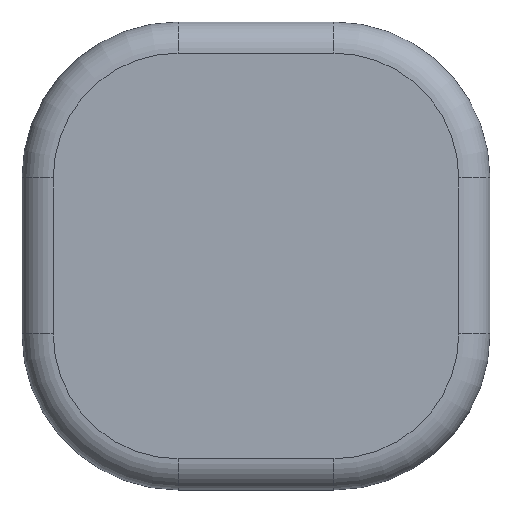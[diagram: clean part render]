
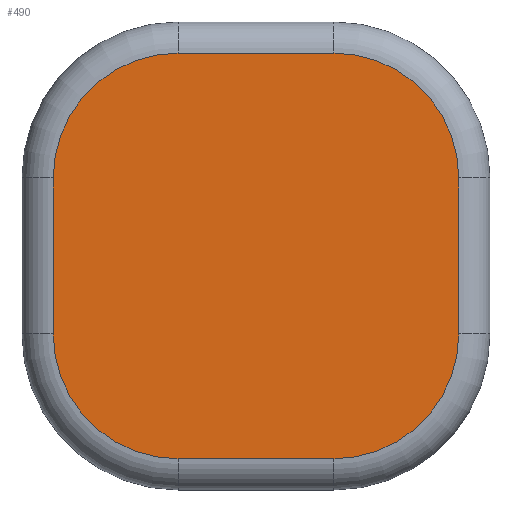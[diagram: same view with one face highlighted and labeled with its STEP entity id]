
A CAD part, top view. The second image highlights one B-rep face of the part: STEP entity #490.
In plain terms, the highlighted planar face has unit normal (0, 0, 1).
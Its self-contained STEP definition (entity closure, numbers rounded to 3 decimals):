
#43 = DIRECTION ( 'NONE',  ( 1., 0., 0. ) ) ;
#44 = DIRECTION ( 'NONE',  ( 0., 0., 1. ) ) ;
#47 = PLANE ( 'NONE',  #817 ) ;
#49 = CARTESIAN_POINT ( 'NONE',  ( -15., 15., 2.5 ) ) ;
#129 = AXIS2_PLACEMENT_3D ( 'NONE', #1930, #1929, #1927 ) ;
#138 = AXIS2_PLACEMENT_3D ( 'NONE', #366, #365, #364 ) ;
#188 = AXIS2_PLACEMENT_3D ( 'NONE', #646, #642, #640 ) ;
#202 = AXIS2_PLACEMENT_3D ( 'NONE', #658, #654, #653 ) ;
#274 = DIRECTION ( 'NONE',  ( -1., 0., 0. ) ) ;
#275 = CARTESIAN_POINT ( 'NONE',  ( -5., 13., 2.5 ) ) ;
#313 = DIRECTION ( 'NONE',  ( 1., 0., 0. ) ) ;
#317 = CARTESIAN_POINT ( 'NONE',  ( 5., -13., 2.5 ) ) ;
#364 = DIRECTION ( 'NONE',  ( 1., 0., 0. ) ) ;
#365 = DIRECTION ( 'NONE',  ( 0., 0., 1. ) ) ;
#366 = CARTESIAN_POINT ( 'NONE',  ( 5., 5., 2.5 ) ) ;
#444 = EDGE_LOOP ( 'NONE', ( #1445, #1446, #1153, #1273, #1169, #1190, #1181, #1396 ) ) ;
#490 = ADVANCED_FACE ( 'NONE', ( #1501 ), #47, .T. ) ;
#640 = DIRECTION ( 'NONE',  ( 1., 0., 0. ) ) ;
#642 = DIRECTION ( 'NONE',  ( 0., 0., 1. ) ) ;
#646 = CARTESIAN_POINT ( 'NONE',  ( 5., -5., 2.5 ) ) ;
#653 = DIRECTION ( 'NONE',  ( 1., 0., 0. ) ) ;
#654 = DIRECTION ( 'NONE',  ( 0., 0., 1. ) ) ;
#658 = CARTESIAN_POINT ( 'NONE',  ( -5., 5., 2.5 ) ) ;
#722 = DIRECTION ( 'NONE',  ( 0., 1., 0. ) ) ;
#731 = CARTESIAN_POINT ( 'NONE',  ( 13., 5., 2.5 ) ) ;
#755 = CARTESIAN_POINT ( 'NONE',  ( -13., -5., 2.5 ) ) ;
#765 = DIRECTION ( 'NONE',  ( 0., -1., 0. ) ) ;
#780 = EDGE_CURVE ( 'NONE', #1125, #1126, #1577, .T. ) ;
#807 = EDGE_CURVE ( 'NONE', #1129, #1130, #1620, .T. ) ;
#817 = AXIS2_PLACEMENT_3D ( 'NONE', #49, #44, #43 ) ;
#829 = EDGE_CURVE ( 'NONE', #1117, #1125, #1636, .T. ) ;
#830 = EDGE_CURVE ( 'NONE', #1128, #1129, #1638, .T. ) ;
#848 = EDGE_CURVE ( 'NONE', #1127, #1128, #1655, .T. ) ;
#864 = EDGE_CURVE ( 'NONE', #1130, #1112, #1669, .T. ) ;
#890 = EDGE_CURVE ( 'NONE', #1112, #1117, #1711, .T. ) ;
#996 = EDGE_CURVE ( 'NONE', #1126, #1127, #1845, .T. ) ;
#1112 = VERTEX_POINT ( 'NONE', #1925 ) ;
#1117 = VERTEX_POINT ( 'NONE', #1920 ) ;
#1125 = VERTEX_POINT ( 'NONE', #1911 ) ;
#1126 = VERTEX_POINT ( 'NONE', #1910 ) ;
#1127 = VERTEX_POINT ( 'NONE', #1909 ) ;
#1128 = VERTEX_POINT ( 'NONE', #1908 ) ;
#1129 = VERTEX_POINT ( 'NONE', #1907 ) ;
#1130 = VERTEX_POINT ( 'NONE', #1906 ) ;
#1153 = ORIENTED_EDGE ( 'NONE', *, *, #780, .T. ) ;
#1169 = ORIENTED_EDGE ( 'NONE', *, *, #848, .T. ) ;
#1181 = ORIENTED_EDGE ( 'NONE', *, *, #807, .T. ) ;
#1190 = ORIENTED_EDGE ( 'NONE', *, *, #830, .T. ) ;
#1273 = ORIENTED_EDGE ( 'NONE', *, *, #996, .T. ) ;
#1396 = ORIENTED_EDGE ( 'NONE', *, *, #864, .T. ) ;
#1445 = ORIENTED_EDGE ( 'NONE', *, *, #890, .T. ) ;
#1446 = ORIENTED_EDGE ( 'NONE', *, *, #829, .T. ) ;
#1501 = FACE_OUTER_BOUND ( 'NONE', #444, .T. ) ;
#1577 = LINE ( 'NONE', #755, #1590 ) ;
#1590 = VECTOR ( 'NONE', #765, 1000. ) ;
#1620 = LINE ( 'NONE', #731, #1624 ) ;
#1624 = VECTOR ( 'NONE', #722, 1000. ) ;
#1636 = CIRCLE ( 'NONE', #202, 8. ) ;
#1638 = CIRCLE ( 'NONE', #188, 8. ) ;
#1655 = LINE ( 'NONE', #317, #1663 ) ;
#1663 = VECTOR ( 'NONE', #313, 1000. ) ;
#1669 = CIRCLE ( 'NONE', #138, 8. ) ;
#1711 = LINE ( 'NONE', #275, #1714 ) ;
#1714 = VECTOR ( 'NONE', #274, 1000. ) ;
#1845 = CIRCLE ( 'NONE', #129, 8. ) ;
#1906 = CARTESIAN_POINT ( 'NONE',  ( 13., 5., 2.5 ) ) ;
#1907 = CARTESIAN_POINT ( 'NONE',  ( 13., -5., 2.5 ) ) ;
#1908 = CARTESIAN_POINT ( 'NONE',  ( 5., -13., 2.5 ) ) ;
#1909 = CARTESIAN_POINT ( 'NONE',  ( -5., -13., 2.5 ) ) ;
#1910 = CARTESIAN_POINT ( 'NONE',  ( -13., -5., 2.5 ) ) ;
#1911 = CARTESIAN_POINT ( 'NONE',  ( -13., 5., 2.5 ) ) ;
#1920 = CARTESIAN_POINT ( 'NONE',  ( -5., 13., 2.5 ) ) ;
#1925 = CARTESIAN_POINT ( 'NONE',  ( 5., 13., 2.5 ) ) ;
#1927 = DIRECTION ( 'NONE',  ( 1., 0., 0. ) ) ;
#1929 = DIRECTION ( 'NONE',  ( 0., 0., 1. ) ) ;
#1930 = CARTESIAN_POINT ( 'NONE',  ( -5., -5., 2.5 ) ) ;
